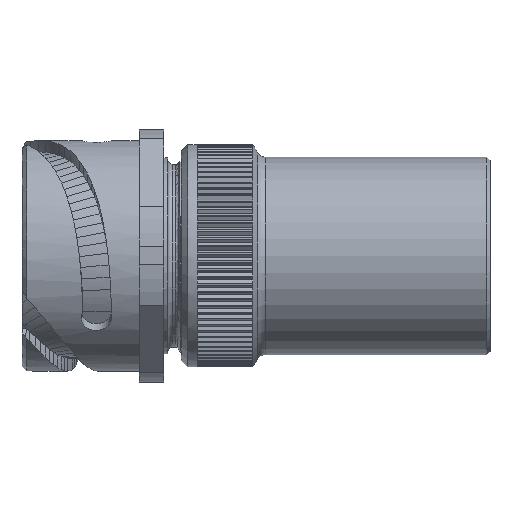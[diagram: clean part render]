
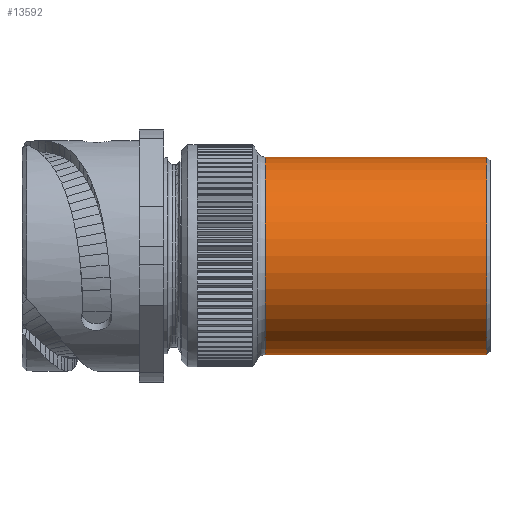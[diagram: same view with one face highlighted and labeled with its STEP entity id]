
A CAD part, top view. The second image highlights one B-rep face of the part: STEP entity #13592.
In plain terms, the highlighted cylindrical face has radius 16 mm (diameter 32 mm), a partial arc.
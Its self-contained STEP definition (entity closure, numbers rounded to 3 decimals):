
#45=CARTESIAN_POINT('',(49.5,0.,0.));
#46=DIRECTION('',(1.,0.,0.));
#47=DIRECTION('',(0.,1.,0.));
#48=AXIS2_PLACEMENT_3D('',#45,#46,#47);
#50=DIRECTION('',(-1.,0.,0.));
#51=VECTOR('',#50,35.879);
#52=CARTESIAN_POINT('',(49.5,16.,0.));
#53=LINE('1139',#52,#51);
#54=DIRECTION('',(-1.,0.,0.));
#55=VECTOR('',#54,35.879);
#56=CARTESIAN_POINT('',(49.5,-16.,0.));
#57=LINE('1141',#56,#55);
#78=CARTESIAN_POINT('',(13.621,0.,0.));
#79=DIRECTION('',(1.,0.,0.));
#80=DIRECTION('',(0.,1.,0.));
#81=AXIS2_PLACEMENT_3D('',#78,#79,#80);
#10884=CARTESIAN_POINT('',(49.5,16.,0.));
#10885=CARTESIAN_POINT('',(13.621,16.,0.));
#10886=VERTEX_POINT('',#10884);
#10887=VERTEX_POINT('',#10885);
#10892=CARTESIAN_POINT('',(49.5,-16.,0.));
#10893=CARTESIAN_POINT('',(13.621,-16.,0.));
#10894=VERTEX_POINT('',#10892);
#10895=VERTEX_POINT('',#10893);
#13578=CARTESIAN_POINT('',(-2.5,0.,0.));
#13579=DIRECTION('',(1.,0.,0.));
#13580=DIRECTION('',(0.,-1.,0.));
#13581=AXIS2_PLACEMENT_3D('',#13578,#13579,#13580);
#13582=CYLINDRICAL_SURFACE('246',#13581,16.);
#13584=ORIENTED_EDGE('1139',*,*,#13583,.F.);
#13585=ORIENTED_EDGE('1189',*,*,#13566,.T.);
#13587=ORIENTED_EDGE('1141',*,*,#13586,.T.);
#13589=ORIENTED_EDGE('1182',*,*,#13588,.F.);
#13590=EDGE_LOOP('246',(#13584,#13585,#13587,#13589));
#13591=FACE_OUTER_BOUND('246',#13590,.F.);
#49=CIRCLE('1189',#48,16.);
#82=CIRCLE('1182',#81,16.);
#13566=EDGE_CURVE('1189',#10886,#10894,#49,.T.);
#13583=EDGE_CURVE('1139',#10886,#10887,#53,.T.);
#13586=EDGE_CURVE('1141',#10894,#10895,#57,.T.);
#13588=EDGE_CURVE('1182',#10887,#10895,#82,.T.);
#13592=ADVANCED_FACE('246',(#13591),#13582,.T.);
